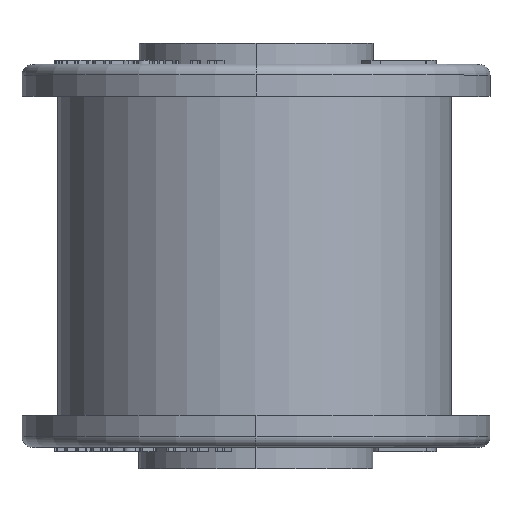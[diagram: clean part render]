
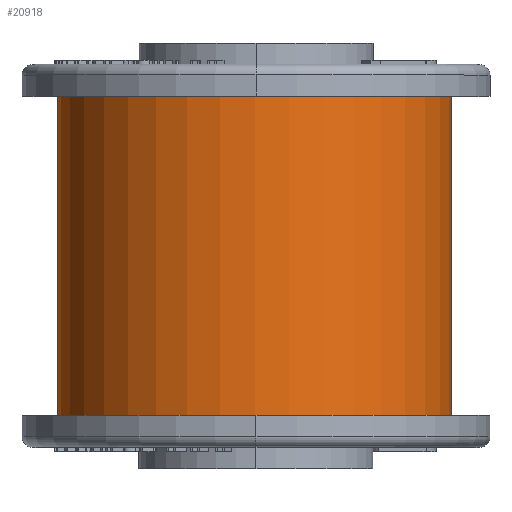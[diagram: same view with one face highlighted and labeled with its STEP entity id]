
A CAD part, top view. The second image highlights one B-rep face of the part: STEP entity #20918.
In plain terms, the highlighted cylindrical face has radius 9.255 mm (diameter 18.51 mm), a partial arc.
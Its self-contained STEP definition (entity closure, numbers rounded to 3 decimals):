
#306 = ORIENTED_EDGE ( 'NONE', *, *, #13733, .F. ) ;
#1476 = LINE ( 'NONE', #16214, #13686 ) ;
#1626 = DIRECTION ( 'NONE',  ( 0., -1., 0. ) ) ;
#2125 = AXIS2_PLACEMENT_3D ( 'NONE', #19616, #1626, #16241 ) ;
#4467 = LINE ( 'NONE', #22469, #21335 ) ;
#4918 = DIRECTION ( 'NONE',  ( 0., -1., 0. ) ) ;
#5202 = CARTESIAN_POINT ( 'NONE',  ( 9.19, 0., 0. ) ) ;
#8104 = DIRECTION ( 'NONE',  ( 0., -1., 0. ) ) ;
#8675 = FACE_OUTER_BOUND ( 'NONE', #19290, .T. ) ;
#9953 = CYLINDRICAL_SURFACE ( 'NONE', #22730, 9.255 ) ;
#10082 = CARTESIAN_POINT ( 'NONE',  ( -9.32, 0., 0. ) ) ;
#10604 = DIRECTION ( 'NONE',  ( 0., -1., 0. ) ) ;
#12340 = ORIENTED_EDGE ( 'NONE', *, *, #15417, .F. ) ;
#12762 = ORIENTED_EDGE ( 'NONE', *, *, #15785, .T. ) ;
#13686 = VECTOR ( 'NONE', #10604, 1000. ) ;
#13733 = EDGE_CURVE ( 'NONE', #16094, #17181, #4467, .T. ) ;
#15322 = CARTESIAN_POINT ( 'NONE',  ( -0.065, 15., 0. ) ) ;
#15417 = EDGE_CURVE ( 'NONE', #17181, #17333, #21156, .T. ) ;
#15551 = DIRECTION ( 'NONE',  ( 1., 0., 0. ) ) ;
#15666 = CARTESIAN_POINT ( 'NONE',  ( -0.065, 15., 0. ) ) ;
#15785 = EDGE_CURVE ( 'NONE', #16784, #17333, #1476, .T. ) ;
#16094 = VERTEX_POINT ( 'NONE', #17002 ) ;
#16214 = CARTESIAN_POINT ( 'NONE',  ( -9.32, 15., 0. ) ) ;
#16241 = DIRECTION ( 'NONE',  ( 1., 0., 0. ) ) ;
#16784 = VERTEX_POINT ( 'NONE', #19236 ) ;
#17002 = CARTESIAN_POINT ( 'NONE',  ( 9.19, 15., 0. ) ) ;
#17180 = DIRECTION ( 'NONE',  ( 0., -1., 0. ) ) ;
#17181 = VERTEX_POINT ( 'NONE', #5202 ) ;
#17333 = VERTEX_POINT ( 'NONE', #10082 ) ;
#17529 = ORIENTED_EDGE ( 'NONE', *, *, #20861, .T. ) ;
#18243 = CIRCLE ( 'NONE', #18973, 9.255 ) ;
#18973 = AXIS2_PLACEMENT_3D ( 'NONE', #15666, #4918, #15551 ) ;
#19236 = CARTESIAN_POINT ( 'NONE',  ( -9.32, 15., 0. ) ) ;
#19290 = EDGE_LOOP ( 'NONE', ( #12340, #306, #17529, #12762 ) ) ;
#19616 = CARTESIAN_POINT ( 'NONE',  ( -0.065, 0., 0. ) ) ;
#20861 = EDGE_CURVE ( 'NONE', #16094, #16784, #18243, .T. ) ;
#20918 = ADVANCED_FACE ( 'NONE', ( #8675 ), #9953, .T. ) ;
#21156 = CIRCLE ( 'NONE', #2125, 9.255 ) ;
#21335 = VECTOR ( 'NONE', #8104, 1000. ) ;
#22458 = DIRECTION ( 'NONE',  ( 0., 0., -1. ) ) ;
#22469 = CARTESIAN_POINT ( 'NONE',  ( 9.19, 15., 0. ) ) ;
#22730 = AXIS2_PLACEMENT_3D ( 'NONE', #15322, #17180, #22458 ) ;
